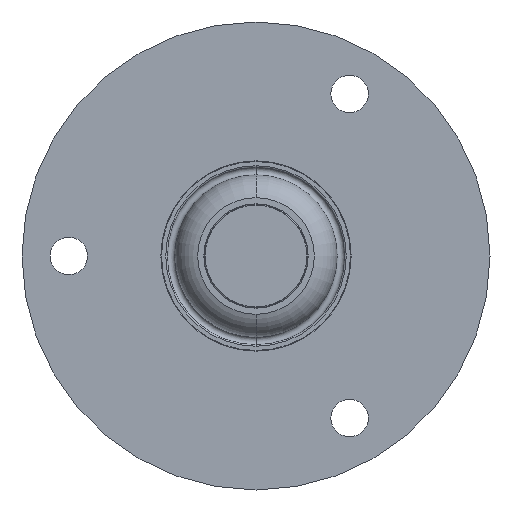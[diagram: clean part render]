
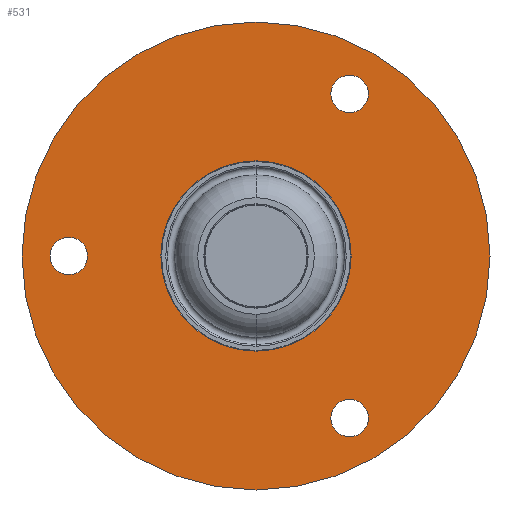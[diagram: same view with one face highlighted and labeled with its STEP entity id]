
A CAD part, front view. The second image highlights one B-rep face of the part: STEP entity #531.
In plain terms, the highlighted planar face has unit normal (0, -1, 0).
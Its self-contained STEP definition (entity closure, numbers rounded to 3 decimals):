
#7 = VERTEX_POINT ( 'NONE', #74 ) ;
#12 = CARTESIAN_POINT ( 'NONE',  ( 0., 10.25, 30.5 ) ) ;
#20 = EDGE_CURVE ( 'NONE', #7, #445, #44, .T. ) ;
#25 = CARTESIAN_POINT ( 'NONE',  ( 0., 10.25, 0. ) ) ;
#27 = DIRECTION ( 'NONE',  ( 0., 0., -1. ) ) ;
#31 = CARTESIAN_POINT ( 'NONE',  ( 0., 10.25, 0. ) ) ;
#37 = DIRECTION ( 'NONE',  ( 0., 0., -1. ) ) ;
#38 = AXIS2_PLACEMENT_3D ( 'NONE', #806, #822, #789 ) ;
#44 = CIRCLE ( 'NONE', #147, 6. ) ;
#49 = VERTEX_POINT ( 'NONE', #726 ) ;
#63 = DIRECTION ( 'NONE',  ( 0., 1., 0. ) ) ;
#74 = CARTESIAN_POINT ( 'NONE',  ( -60., 10.25, 6. ) ) ;
#84 = DIRECTION ( 'NONE',  ( 0., 0., 1. ) ) ;
#91 = VERTEX_POINT ( 'NONE', #414 ) ;
#96 = ORIENTED_EDGE ( 'NONE', *, *, #20, .T. ) ;
#100 = CARTESIAN_POINT ( 'NONE',  ( 0., 10.25, -30.5 ) ) ;
#113 = EDGE_LOOP ( 'NONE', ( #860, #767 ) ) ;
#116 = DIRECTION ( 'NONE',  ( 0., 0., 1. ) ) ;
#130 = ORIENTED_EDGE ( 'NONE', *, *, #854, .T. ) ;
#135 = CARTESIAN_POINT ( 'NONE',  ( -60., 10.25, 0. ) ) ;
#137 = AXIS2_PLACEMENT_3D ( 'NONE', #566, #719, #700 ) ;
#139 = AXIS2_PLACEMENT_3D ( 'NONE', #234, #233, #37 ) ;
#143 = ORIENTED_EDGE ( 'NONE', *, *, #680, .T. ) ;
#147 = AXIS2_PLACEMENT_3D ( 'NONE', #506, #296, #84 ) ;
#163 = AXIS2_PLACEMENT_3D ( 'NONE', #676, #639, #245 ) ;
#172 = DIRECTION ( 'NONE',  ( 0., -1., 0. ) ) ;
#199 = CARTESIAN_POINT ( 'NONE',  ( 30., 10.25, 45.962 ) ) ;
#202 = CIRCLE ( 'NONE', #139, 30.5 ) ;
#233 = DIRECTION ( 'NONE',  ( 0., -1., 0. ) ) ;
#234 = CARTESIAN_POINT ( 'NONE',  ( 0., 10.25, 0. ) ) ;
#243 = VERTEX_POINT ( 'NONE', #12 ) ;
#245 = DIRECTION ( 'NONE',  ( 0., 0., 1. ) ) ;
#259 = EDGE_CURVE ( 'NONE', #859, #243, #202, .T. ) ;
#266 = EDGE_LOOP ( 'NONE', ( #143, #130 ) ) ;
#277 = VERTEX_POINT ( 'NONE', #340 ) ;
#293 = DIRECTION ( 'NONE',  ( 0., 0., -1. ) ) ;
#296 = DIRECTION ( 'NONE',  ( 0., 1., 0. ) ) ;
#323 = VERTEX_POINT ( 'NONE', #517 ) ;
#338 = AXIS2_PLACEMENT_3D ( 'NONE', #808, #63, #116 ) ;
#340 = CARTESIAN_POINT ( 'NONE',  ( 30., 10.25, 57.962 ) ) ;
#364 = ORIENTED_EDGE ( 'NONE', *, *, #675, .F. ) ;
#414 = CARTESIAN_POINT ( 'NONE',  ( 0., 10.25, -75. ) ) ;
#419 = FACE_BOUND ( 'NONE', #266, .T. ) ;
#426 = CIRCLE ( 'NONE', #38, 6. ) ;
#435 = EDGE_LOOP ( 'NONE', ( #848, #692 ) ) ;
#445 = VERTEX_POINT ( 'NONE', #686 ) ;
#460 = DIRECTION ( 'NONE',  ( 0., 0., -1. ) ) ;
#466 = AXIS2_PLACEMENT_3D ( 'NONE', #25, #172, #293 ) ;
#479 = CIRCLE ( 'NONE', #338, 6. ) ;
#485 = AXIS2_PLACEMENT_3D ( 'NONE', #520, #581, #460 ) ;
#500 = CIRCLE ( 'NONE', #560, 75. ) ;
#506 = CARTESIAN_POINT ( 'NONE',  ( -60., 10.25, 0. ) ) ;
#517 = CARTESIAN_POINT ( 'NONE',  ( 30., 10.25, -57.962 ) ) ;
#520 = CARTESIAN_POINT ( 'NONE',  ( 0., 10.25, 0. ) ) ;
#522 = VERTEX_POINT ( 'NONE', #199 ) ;
#531 = ADVANCED_FACE ( 'NONE', ( #419, #858, #598, #540, #737 ), #720, .F. ) ;
#540 = FACE_BOUND ( 'NONE', #589, .T. ) ;
#543 = CARTESIAN_POINT ( 'NONE',  ( 30., 10.25, -45.962 ) ) ;
#551 = EDGE_CURVE ( 'NONE', #445, #7, #685, .T. ) ;
#558 = VERTEX_POINT ( 'NONE', #543 ) ;
#560 = AXIS2_PLACEMENT_3D ( 'NONE', #31, #650, #27 ) ;
#566 = CARTESIAN_POINT ( 'NONE',  ( 30., 10.25, -51.962 ) ) ;
#575 = DIRECTION ( 'NONE',  ( 0., 0., 1. ) ) ;
#581 = DIRECTION ( 'NONE',  ( 0., -1., 0. ) ) ;
#589 = EDGE_LOOP ( 'NONE', ( #600, #364 ) ) ;
#598 = FACE_BOUND ( 'NONE', #843, .T. ) ;
#600 = ORIENTED_EDGE ( 'NONE', *, *, #259, .F. ) ;
#607 = DIRECTION ( 'NONE',  ( 0., 0., 1. ) ) ;
#610 = DIRECTION ( 'NONE',  ( 0., 1., 0. ) ) ;
#616 = CARTESIAN_POINT ( 'NONE',  ( 30., 10.25, -51.962 ) ) ;
#625 = EDGE_CURVE ( 'NONE', #91, #49, #500, .T. ) ;
#627 = ORIENTED_EDGE ( 'NONE', *, *, #551, .T. ) ;
#636 = CIRCLE ( 'NONE', #742, 6. ) ;
#639 = DIRECTION ( 'NONE',  ( 0., 1., 0. ) ) ;
#650 = DIRECTION ( 'NONE',  ( 0., -1., 0. ) ) ;
#656 = CIRCLE ( 'NONE', #137, 6. ) ;
#664 = EDGE_CURVE ( 'NONE', #49, #91, #826, .T. ) ;
#675 = EDGE_CURVE ( 'NONE', #243, #859, #844, .T. ) ;
#676 = CARTESIAN_POINT ( 'NONE',  ( -30.5, 10.25, 0. ) ) ;
#680 = EDGE_CURVE ( 'NONE', #277, #522, #479, .T. ) ;
#685 = CIRCLE ( 'NONE', #847, 6. ) ;
#686 = CARTESIAN_POINT ( 'NONE',  ( -60., 10.25, -6. ) ) ;
#692 = ORIENTED_EDGE ( 'NONE', *, *, #664, .T. ) ;
#700 = DIRECTION ( 'NONE',  ( 0., 0., 1. ) ) ;
#719 = DIRECTION ( 'NONE',  ( 0., 1., 0. ) ) ;
#720 = PLANE ( 'NONE',  #163 ) ;
#726 = CARTESIAN_POINT ( 'NONE',  ( 0., 10.25, 75. ) ) ;
#737 = FACE_OUTER_BOUND ( 'NONE', #435, .T. ) ;
#742 = AXIS2_PLACEMENT_3D ( 'NONE', #616, #784, #607 ) ;
#749 = EDGE_CURVE ( 'NONE', #558, #323, #656, .T. ) ;
#767 = ORIENTED_EDGE ( 'NONE', *, *, #855, .T. ) ;
#784 = DIRECTION ( 'NONE',  ( 0., 1., 0. ) ) ;
#789 = DIRECTION ( 'NONE',  ( 0., 0., 1. ) ) ;
#806 = CARTESIAN_POINT ( 'NONE',  ( 30., 10.25, 51.962 ) ) ;
#808 = CARTESIAN_POINT ( 'NONE',  ( 30., 10.25, 51.962 ) ) ;
#822 = DIRECTION ( 'NONE',  ( 0., 1., 0. ) ) ;
#826 = CIRCLE ( 'NONE', #466, 75. ) ;
#843 = EDGE_LOOP ( 'NONE', ( #96, #627 ) ) ;
#844 = CIRCLE ( 'NONE', #485, 30.5 ) ;
#847 = AXIS2_PLACEMENT_3D ( 'NONE', #135, #610, #575 ) ;
#848 = ORIENTED_EDGE ( 'NONE', *, *, #625, .T. ) ;
#854 = EDGE_CURVE ( 'NONE', #522, #277, #426, .T. ) ;
#855 = EDGE_CURVE ( 'NONE', #323, #558, #636, .T. ) ;
#858 = FACE_BOUND ( 'NONE', #113, .T. ) ;
#859 = VERTEX_POINT ( 'NONE', #100 ) ;
#860 = ORIENTED_EDGE ( 'NONE', *, *, #749, .T. ) ;
